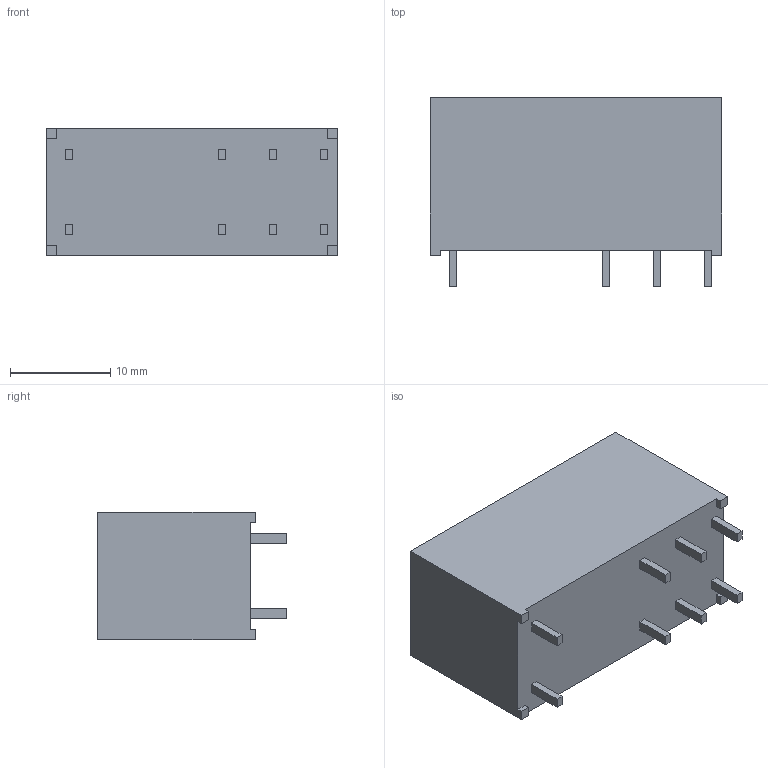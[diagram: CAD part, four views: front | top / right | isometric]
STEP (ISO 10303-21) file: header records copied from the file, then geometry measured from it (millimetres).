
FILE_DESCRIPTION (( 'STEP AP214' ), '1' );
FILE_NAME ('RT424012.STEP', '2021-06-17T06:27:35', ( '' ), ( '' ), 'SwSTEP 2.0', 'SolidWorks 2018', '' );
FILE_SCHEMA (( 'AUTOMOTIVE_DESIGN' ));
Length unit declared in the file: millimetre
Products named in the file (2): RT424012
Bounding box: 29 x 18.8 x 12.7 mm (x, y, z)
Volume: 5620.3 mm3; surface area: 2110.2 mm2
Topology: 1 solids, 1 shells, 58 faces, 144 edges, 96 vertices
Faces by surface type: plane 58
Entity records: 2375 total; most frequent: CARTESIAN_POINT 300, ORIENTED_EDGE 288, DIRECTION 264, EDGE_CURVE 144, VECTOR 144, LINE 144, VERTEX_POINT 96, EDGE_LOOP 66
